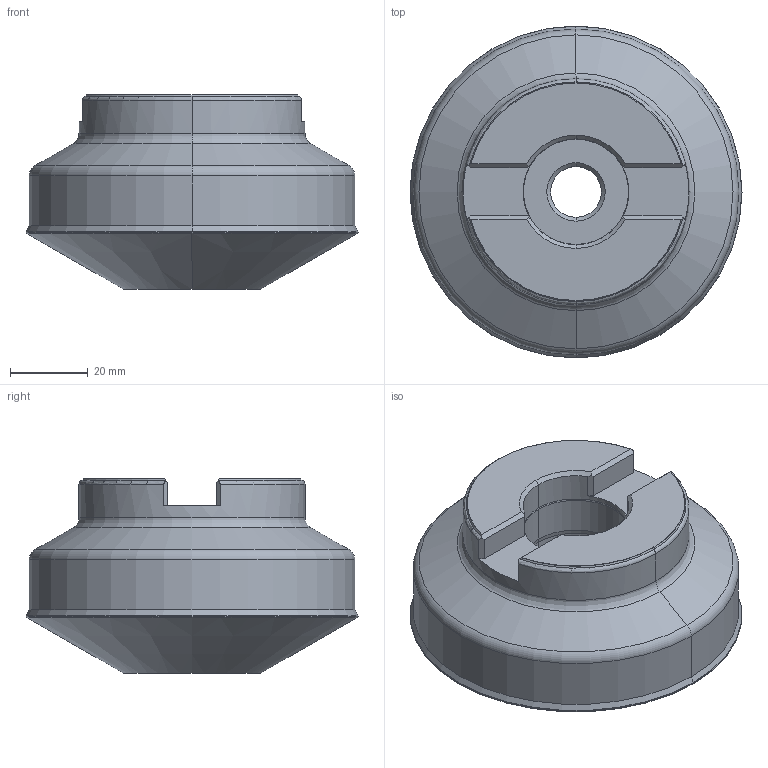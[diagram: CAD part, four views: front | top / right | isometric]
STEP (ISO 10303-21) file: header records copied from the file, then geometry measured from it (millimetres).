
FILE_DESCRIPTION(('no description'),'unknown implementation level');
FILE_NAME('E047FF00-1CF8-458F-98AA-71FAB193CC3C_export.stp',' ',('CIM GmbH Aachen'),('CADClick - KiM GmbH - www.kimweb.de'),'unknown preprocess','ACIS','unknown authorization');
FILE_SCHEMA(('automotive_design'));
Length unit declared in the file: millimetre
Products named in the file (1): Rotation1
Bounding box: 85.2 x 85.2 x 50 mm (x, y, z)
Volume: 167128.6 mm3; surface area: 21789 mm2
Topology: 1 solids, 1 shells, 89 faces, 208 edges, 122 vertices
Faces by surface type: cone 30, plane 23, torus 22, cylinder 14
Entity records: 4967 total; most frequent: CARTESIAN_POINT 512, DIRECTION 472, STYLED_ITEM 420, PRESENTATION_STYLE_ASSIGNMENT 420, COLOUR_RGB 420, ORIENTED_EDGE 416, EDGE_CURVE 208, CURVE_STYLE 208
